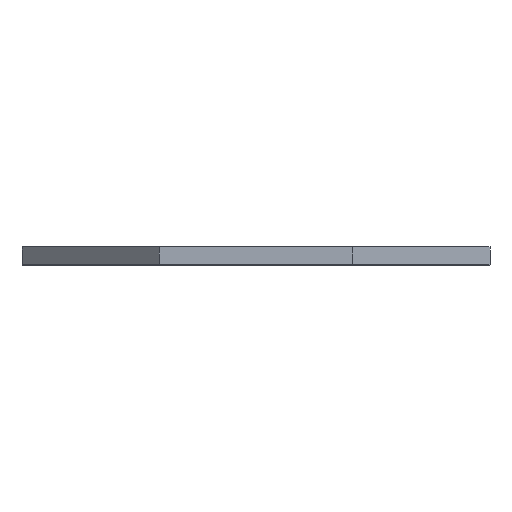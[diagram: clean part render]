
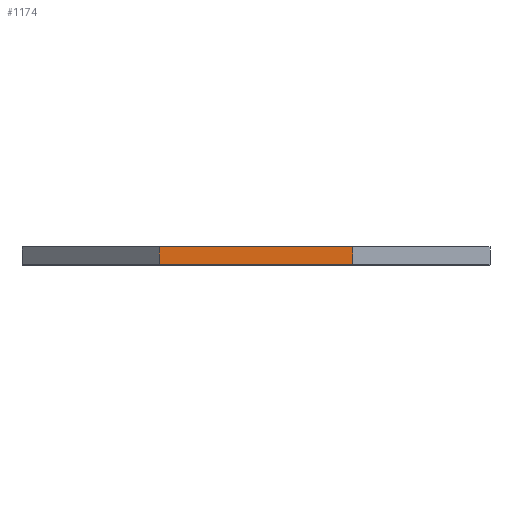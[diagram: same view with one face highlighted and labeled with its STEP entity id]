
A CAD part, top view. The second image highlights one B-rep face of the part: STEP entity #1174.
In plain terms, the highlighted planar face has unit normal (0, 0, 1).
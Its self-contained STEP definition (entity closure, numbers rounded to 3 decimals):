
#38 = AXIS2_PLACEMENT_3D ( 'NONE', #1041, #1715, #672 ) ;
#105 = EDGE_CURVE ( 'NONE', #2064, #1368, #1386, .T. ) ;
#277 = DIRECTION ( 'NONE',  ( 0., -1., 0. ) ) ;
#309 = CARTESIAN_POINT ( 'NONE',  ( -27.071, 0., 65.355 ) ) ;
#354 = DIRECTION ( 'NONE',  ( 0., -1., 0. ) ) ;
#412 = VECTOR ( 'NONE', #277, 1000. ) ;
#442 = ORIENTED_EDGE ( 'NONE', *, *, #2296, .F. ) ;
#452 = ORIENTED_EDGE ( 'NONE', *, *, #486, .T. ) ;
#486 = EDGE_CURVE ( 'NONE', #1368, #1312, #2541, .T. ) ;
#491 = CARTESIAN_POINT ( 'NONE',  ( -27.071, 5., 65.355 ) ) ;
#659 = VECTOR ( 'NONE', #354, 1000. ) ;
#672 = DIRECTION ( 'NONE',  ( -1., 0., 0. ) ) ;
#694 = CARTESIAN_POINT ( 'NONE',  ( -27.071, 5., 65.355 ) ) ;
#932 = ORIENTED_EDGE ( 'NONE', *, *, #105, .T. ) ;
#935 = EDGE_LOOP ( 'NONE', ( #452, #2485, #442, #932 ) ) ;
#940 = DIRECTION ( 'NONE',  ( 1., 0., 0. ) ) ;
#971 = CARTESIAN_POINT ( 'NONE',  ( 27.071, 5., 65.355 ) ) ;
#1041 = CARTESIAN_POINT ( 'NONE',  ( -27.071, 5., 65.355 ) ) ;
#1174 = ADVANCED_FACE ( 'NONE', ( #2630 ), #1288, .F. ) ;
#1228 = LINE ( 'NONE', #971, #659 ) ;
#1285 = DIRECTION ( 'NONE',  ( 1., 0., 0. ) ) ;
#1288 = PLANE ( 'NONE',  #38 ) ;
#1312 = VERTEX_POINT ( 'NONE', #1970 ) ;
#1368 = VERTEX_POINT ( 'NONE', #309 ) ;
#1386 = LINE ( 'NONE', #694, #412 ) ;
#1569 = VECTOR ( 'NONE', #1285, 1000. ) ;
#1598 = VERTEX_POINT ( 'NONE', #1992 ) ;
#1715 = DIRECTION ( 'NONE',  ( 0., 0., -1. ) ) ;
#1730 = LINE ( 'NONE', #2570, #2228 ) ;
#1970 = CARTESIAN_POINT ( 'NONE',  ( 27.071, 0., 65.355 ) ) ;
#1992 = CARTESIAN_POINT ( 'NONE',  ( 27.071, 5., 65.355 ) ) ;
#2064 = VERTEX_POINT ( 'NONE', #491 ) ;
#2088 = CARTESIAN_POINT ( 'NONE',  ( -27.071, 0., 65.355 ) ) ;
#2228 = VECTOR ( 'NONE', #940, 1000. ) ;
#2296 = EDGE_CURVE ( 'NONE', #2064, #1598, #1730, .T. ) ;
#2485 = ORIENTED_EDGE ( 'NONE', *, *, #2720, .F. ) ;
#2541 = LINE ( 'NONE', #2088, #1569 ) ;
#2570 = CARTESIAN_POINT ( 'NONE',  ( -27.071, 5., 65.355 ) ) ;
#2630 = FACE_OUTER_BOUND ( 'NONE', #935, .T. ) ;
#2720 = EDGE_CURVE ( 'NONE', #1598, #1312, #1228, .T. ) ;
